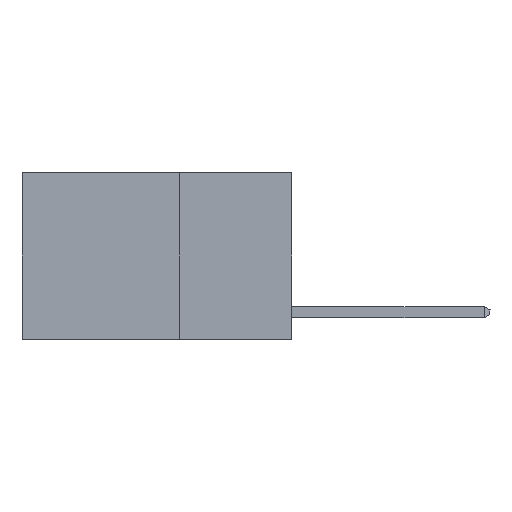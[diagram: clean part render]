
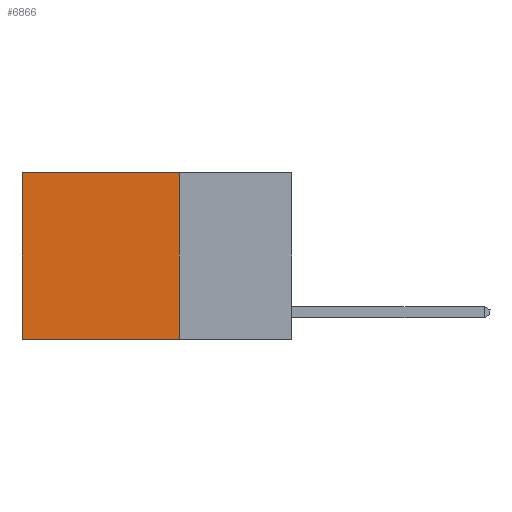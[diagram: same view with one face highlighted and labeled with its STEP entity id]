
A CAD part, left-side view. The second image highlights one B-rep face of the part: STEP entity #6866.
In plain terms, the highlighted planar face has unit normal (-1, 0, 0).
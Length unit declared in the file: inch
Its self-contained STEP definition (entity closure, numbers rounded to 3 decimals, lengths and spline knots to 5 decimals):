
#182 = EDGE_CURVE ( 'NONE', #15366, #12077, #15086, .T. ) ;
#353 = LINE ( 'NONE', #11927, #17804 ) ;
#445 = FACE_OUTER_BOUND ( 'NONE', #3908, .T. ) ;
#1960 = AXIS2_PLACEMENT_3D ( 'NONE', #3830, #5542, #17367 ) ;
#2132 = EDGE_CURVE ( 'NONE', #12077, #8401, #7352, .T. ) ;
#2997 = CARTESIAN_POINT ( 'NONE',  ( 0.2625, 0.25, 0. ) ) ;
#3830 = CARTESIAN_POINT ( 'NONE',  ( 0.2625, 0.25, 0. ) ) ;
#3908 = EDGE_LOOP ( 'NONE', ( #21013, #19413, #20013, #10980 ) ) ;
#4120 = LINE ( 'NONE', #21082, #12625 ) ;
#4623 = DIRECTION ( 'NONE',  ( 0., 0., -1. ) ) ;
#5542 = DIRECTION ( 'NONE',  ( 1., 0., 0. ) ) ;
#6121 = VECTOR ( 'NONE', #4623, 39.37008 ) ;
#6866 = ADVANCED_FACE ( 'NONE', ( #445 ), #13963, .F. ) ;
#7352 = LINE ( 'NONE', #20925, #11854 ) ;
#8401 = VERTEX_POINT ( 'NONE', #19201 ) ;
#10767 = DIRECTION ( 'NONE',  ( 0., 1., 0. ) ) ;
#10980 = ORIENTED_EDGE ( 'NONE', *, *, #16213, .T. ) ;
#11821 = VERTEX_POINT ( 'NONE', #19960 ) ;
#11854 = VECTOR ( 'NONE', #10767, 39.37008 ) ;
#11927 = CARTESIAN_POINT ( 'NONE',  ( 0.2625, 0.25, 0. ) ) ;
#12077 = VERTEX_POINT ( 'NONE', #17542 ) ;
#12625 = VECTOR ( 'NONE', #15981, 39.37008 ) ;
#13963 = PLANE ( 'NONE',  #1960 ) ;
#14760 = CARTESIAN_POINT ( 'NONE',  ( 0.2625, 0.25, 0. ) ) ;
#15086 = LINE ( 'NONE', #14760, #6121 ) ;
#15286 = DIRECTION ( 'NONE',  ( 0., 1., 0. ) ) ;
#15366 = VERTEX_POINT ( 'NONE', #2997 ) ;
#15981 = DIRECTION ( 'NONE',  ( 0., 0., -1. ) ) ;
#16213 = EDGE_CURVE ( 'NONE', #15366, #11821, #353, .T. ) ;
#17367 = DIRECTION ( 'NONE',  ( 0., 0., -1. ) ) ;
#17542 = CARTESIAN_POINT ( 'NONE',  ( 0.2625, 0.25, -0.37 ) ) ;
#17804 = VECTOR ( 'NONE', #15286, 39.37008 ) ;
#19201 = CARTESIAN_POINT ( 'NONE',  ( 0.2625, 0.6, -0.37 ) ) ;
#19413 = ORIENTED_EDGE ( 'NONE', *, *, #2132, .F. ) ;
#19960 = CARTESIAN_POINT ( 'NONE',  ( 0.2625, 0.6, 0. ) ) ;
#20013 = ORIENTED_EDGE ( 'NONE', *, *, #182, .F. ) ;
#20258 = EDGE_CURVE ( 'NONE', #11821, #8401, #4120, .T. ) ;
#20925 = CARTESIAN_POINT ( 'NONE',  ( 0.2625, 0.25, -0.37 ) ) ;
#21013 = ORIENTED_EDGE ( 'NONE', *, *, #20258, .T. ) ;
#21082 = CARTESIAN_POINT ( 'NONE',  ( 0.2625, 0.6, 0. ) ) ;
